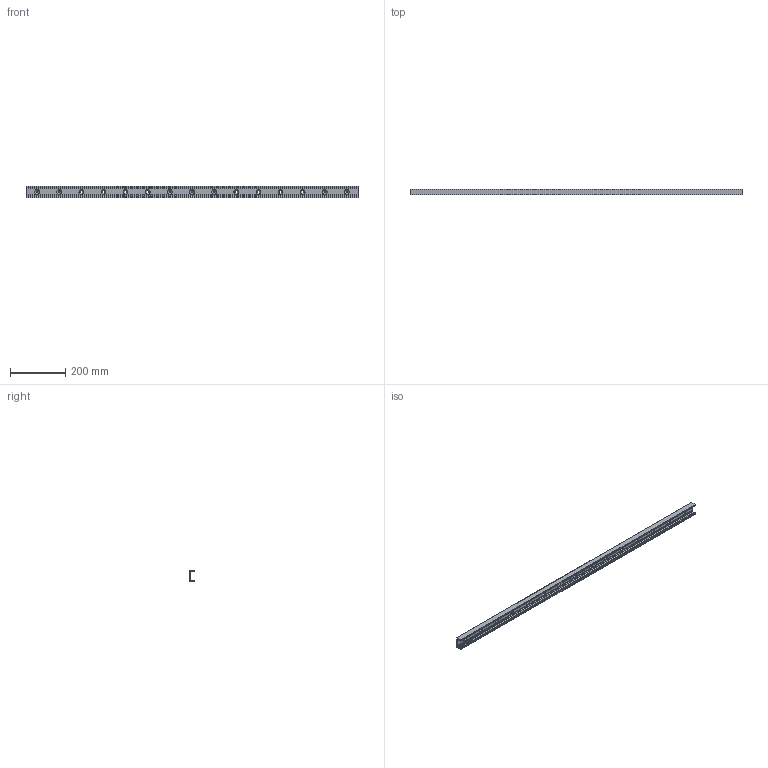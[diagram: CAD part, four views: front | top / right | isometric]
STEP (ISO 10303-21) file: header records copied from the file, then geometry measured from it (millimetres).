
FILE_DESCRIPTION((''),'2;1');
FILE_NAME('LCX 43-1200.V.stp','2016-04-28T14:38:30',('MRathmann'),(''),'Autodesk Inventor 2012','Autodesk Inventor 2012','');
FILE_SCHEMA(('CONFIG_CONTROL_DESIGN'));
Length unit declared in the file: millimetre
Products named in the file (1): LCX 43-1200.V
Bounding box: 1200 x 21 x 43 mm (x, y, z)
Volume: 410134 mm3; surface area: 191353.8 mm2
Topology: 1 solids, 1 shells, 58 faces, 153 edges, 97 vertices
Faces by surface type: cylinder 28, cone 15, plane 15
Full cylindrical faces by diameter (mm): 8.5 x15
Entity records: 1744 total; most frequent: DIRECTION 312, CARTESIAN_POINT 279, ORIENTED_EDGE 246, AXIS2_PLACEMENT_3D 130, EDGE_CURVE 123, EDGE_LOOP 118, VERTEX_POINT 97, CIRCLE 71
